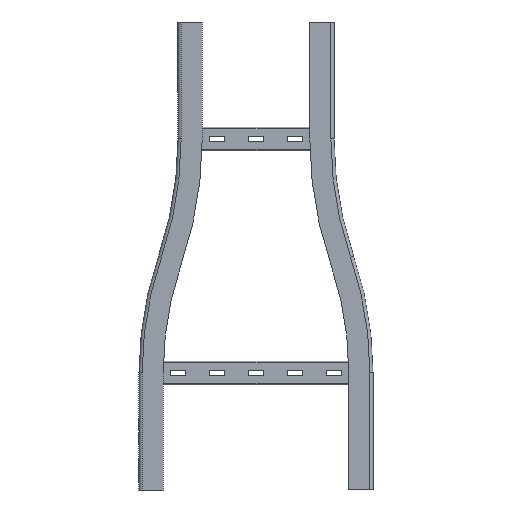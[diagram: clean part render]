
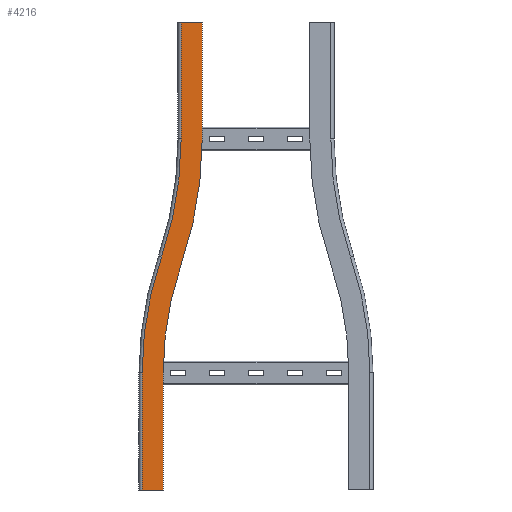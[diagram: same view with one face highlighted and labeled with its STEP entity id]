
A CAD part, front view. The second image highlights one B-rep face of the part: STEP entity #4216.
In plain terms, the highlighted planar face has unit normal (0, -1, 0).
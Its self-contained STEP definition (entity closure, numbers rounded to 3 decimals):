
#116=CIRCLE('',#4534,458.5);
#117=CIRCLE('',#4536,431.5);
#138=CIRCLE('',#4567,466.5);
#139=CIRCLE('',#4569,493.5);
#380=FACE_OUTER_BOUND('',#640,.T.);
#640=EDGE_LOOP('',(#3061,#3062,#3063,#3064,#3065,#3066,#3067,#3068,#3069,
#3070));
#884=LINE('',#6278,#1342);
#886=LINE('',#6284,#1344);
#919=LINE('',#6452,#1377);
#969=LINE('',#6562,#1427);
#970=LINE('',#6564,#1428);
#971=LINE('',#6565,#1429);
#1342=VECTOR('',#4975,10.);
#1344=VECTOR('',#4979,10.);
#1377=VECTOR('',#5176,10.);
#1427=VECTOR('',#5286,10.);
#1428=VECTOR('',#5287,10.);
#1429=VECTOR('',#5288,10.);
#1793=VERTEX_POINT('',#6274);
#1794=VERTEX_POINT('',#6276);
#1796=VERTEX_POINT('',#6281);
#1797=VERTEX_POINT('',#6283);
#1822=VERTEX_POINT('',#6350);
#1824=VERTEX_POINT('',#6355);
#1838=VERTEX_POINT('',#6404);
#1840=VERTEX_POINT('',#6409);
#1880=VERTEX_POINT('',#6558);
#1881=VERTEX_POINT('',#6563);
#2172=EDGE_CURVE('',#1793,#1794,#884,.T.);
#2174=EDGE_CURVE('',#1796,#1797,#886,.T.);
#2207=EDGE_CURVE('',#1822,#1793,#116,.T.);
#2209=EDGE_CURVE('',#1824,#1796,#117,.T.);
#2234=EDGE_CURVE('',#1838,#1822,#138,.T.);
#2236=EDGE_CURVE('',#1840,#1824,#139,.T.);
#2259=EDGE_CURVE('',#1797,#1794,#919,.T.);
#2315=EDGE_CURVE('',#1838,#1880,#969,.T.);
#2316=EDGE_CURVE('',#1881,#1840,#970,.T.);
#2317=EDGE_CURVE('',#1880,#1881,#971,.T.);
#3061=ORIENTED_EDGE('',*,*,#2315,.F.);
#3062=ORIENTED_EDGE('',*,*,#2234,.T.);
#3063=ORIENTED_EDGE('',*,*,#2207,.T.);
#3064=ORIENTED_EDGE('',*,*,#2172,.T.);
#3065=ORIENTED_EDGE('',*,*,#2259,.F.);
#3066=ORIENTED_EDGE('',*,*,#2174,.F.);
#3067=ORIENTED_EDGE('',*,*,#2209,.F.);
#3068=ORIENTED_EDGE('',*,*,#2236,.F.);
#3069=ORIENTED_EDGE('',*,*,#2316,.F.);
#3070=ORIENTED_EDGE('',*,*,#2317,.F.);
#4013=PLANE('',#4622);
#4216=ADVANCED_FACE('',(#380),#4013,.F.);
#4534=AXIS2_PLACEMENT_3D('',#6352,#5045,#5046);
#4536=AXIS2_PLACEMENT_3D('',#6357,#5050,#5051);
#4567=AXIS2_PLACEMENT_3D('',#6406,#5116,#5117);
#4569=AXIS2_PLACEMENT_3D('',#6411,#5121,#5122);
#4622=AXIS2_PLACEMENT_3D('',#6561,#5284,#5285);
#4975=DIRECTION('',(0.,0.,-1.));
#4979=DIRECTION('',(0.,0.,-1.));
#5045=DIRECTION('center_axis',(0.,-1.,0.));
#5046=DIRECTION('ref_axis',(-0.946,0.,0.324));
#5050=DIRECTION('center_axis',(0.,-1.,0.));
#5051=DIRECTION('ref_axis',(-0.946,0.,0.324));
#5116=DIRECTION('center_axis',(0.,1.,0.));
#5117=DIRECTION('ref_axis',(1.,0.,0.));
#5121=DIRECTION('center_axis',(0.,1.,0.));
#5122=DIRECTION('ref_axis',(1.,0.,0.));
#5176=DIRECTION('',(-1.,0.,0.));
#5284=DIRECTION('center_axis',(0.,1.,0.));
#5285=DIRECTION('ref_axis',(0.,0.,1.));
#5286=DIRECTION('',(0.,0.,1.));
#5287=DIRECTION('',(0.,0.,-1.));
#5288=DIRECTION('',(1.,0.,0.));
#6274=CARTESIAN_POINT('',(-77.,0.,-300.));
#6276=CARTESIAN_POINT('',(-77.,0.,-450.));
#6278=CARTESIAN_POINT('',(-77.,0.,-300.));
#6281=CARTESIAN_POINT('',(-50.,0.,-300.));
#6283=CARTESIAN_POINT('',(-50.,0.,-450.));
#6284=CARTESIAN_POINT('',(-50.,0.,-300.));
#6350=CARTESIAN_POINT('',(-52.216,0.,-151.297));
#6352=CARTESIAN_POINT('Origin',(381.5,0.,-300.));
#6355=CARTESIAN_POINT('',(-26.676,0.,-160.054));
#6357=CARTESIAN_POINT('Origin',(381.5,0.,-300.));
#6404=CARTESIAN_POINT('',(-27.,0.,0.));
#6406=CARTESIAN_POINT('Origin',(-493.5,0.,
0.));
#6409=CARTESIAN_POINT('',(0.,0.,0.));
#6411=CARTESIAN_POINT('Origin',(-493.5,0.,
0.));
#6452=CARTESIAN_POINT('',(-50.,0.,-450.));
#6558=CARTESIAN_POINT('',(-27.,0.,150.));
#6561=CARTESIAN_POINT('Origin',(-50.786,0.,
75.));
#6562=CARTESIAN_POINT('',(-27.,0.,75.));
#6563=CARTESIAN_POINT('',(0.,0.,150.));
#6564=CARTESIAN_POINT('',(0.,0.,0.));
#6565=CARTESIAN_POINT('',(0.,0.,150.));
